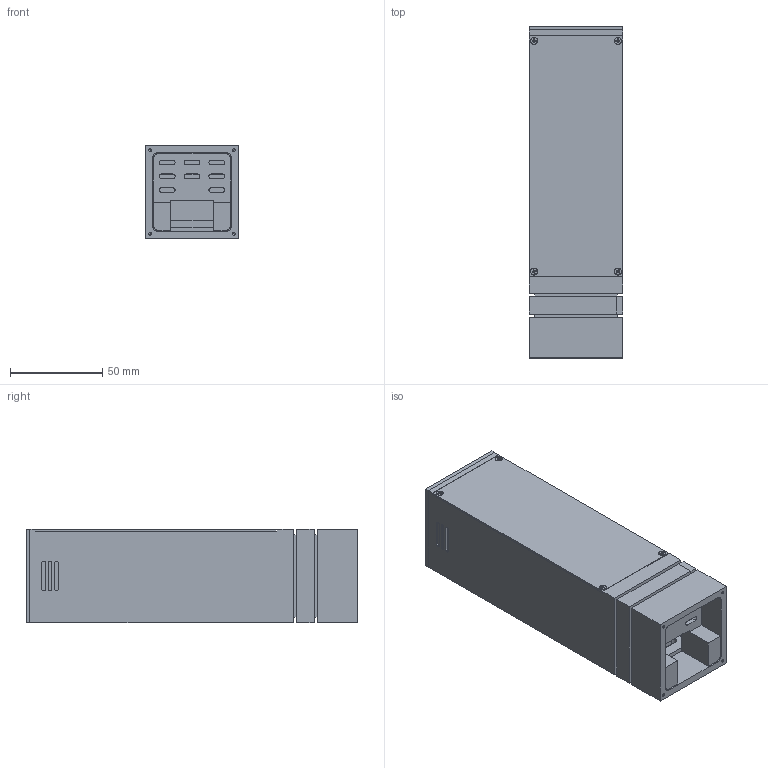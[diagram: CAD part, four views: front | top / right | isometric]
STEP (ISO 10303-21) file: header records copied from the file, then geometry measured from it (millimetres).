
FILE_DESCRIPTION (( 'STEP AP214' ), '1' );
FILE_NAME ('Tower D ASM.STEP', '2021-12-07T16:58:16', ( '' ), ( '' ), 'SwSTEP 2.0', 'SolidWorks 2021', '' );
FILE_SCHEMA (( 'AUTOMOTIVE_DESIGN' ));
Length unit declared in the file: inch
Products named in the file (10): Tower Cap - 01; Tower Side Vent Cover; Tower D ASM; Tower D Base Cap; Tower ABD - Body_Tower D; Holster A; Tower Door; 92010A003_92010A003; Tower Cap ASM; Tower Cap - 02
Assembly tree (13 placements, depth 3):
  Tower D ASM
    Tower ABD - Body_Tower D
    Tower Cap ASM
      Tower Cap - 01
      Tower Cap - 02
    Tower Door
    Tower Side Vent Cover  x2
    Tower D Base Cap
    Holster A
    92010A003_92010A003  x4
Bounding box: 50.8 x 180 x 50.83 mm (x, y, z)
Volume: 163256.1 mm3; surface area: 113009.5 mm2
Topology: 12 solids, 12 shells, 771 faces, 2108 edges, 1372 vertices
Faces by surface type: plane 424, cylinder 243, cone 92, bspline 12
Entity records: 20563 total; most frequent: CARTESIAN_POINT 5109, ORIENTED_EDGE 3118, DIRECTION 3010, EDGE_CURVE 1559, LINE 1128, VECTOR 1128, VERTEX_POINT 1026, AXIS2_PLACEMENT_3D 941
